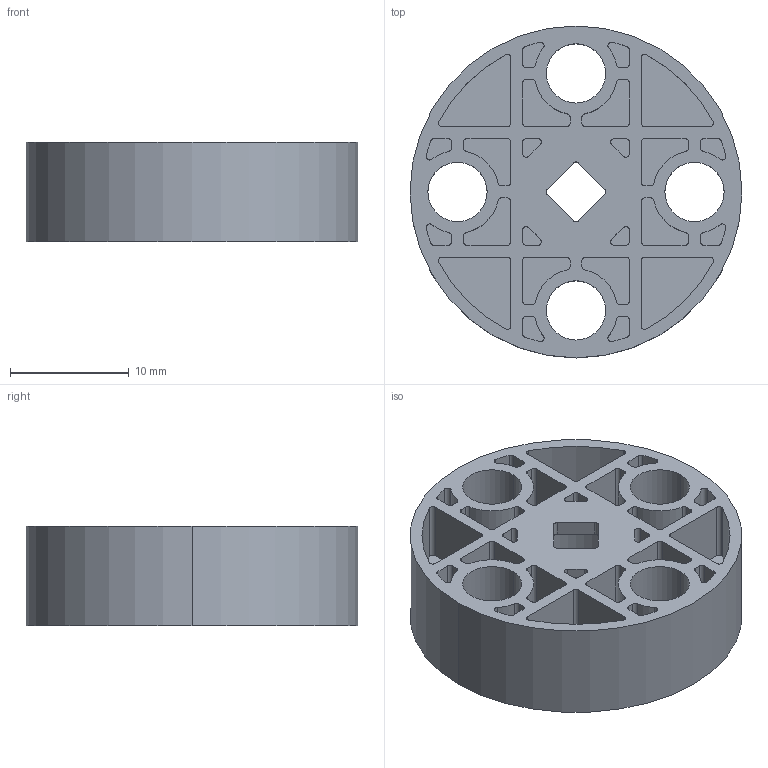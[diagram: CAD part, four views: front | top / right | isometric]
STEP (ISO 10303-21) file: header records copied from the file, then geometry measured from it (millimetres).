
FILE_DESCRIPTION (( 'STEP AP214' ), '1' );
FILE_NAME ('MOhA.STEP', '2019-05-16T15:16:23', ( '' ), ( '' ), 'SwSTEP 2.0', 'SolidWorks 2019', '' );
FILE_SCHEMA (( 'AUTOMOTIVE_DESIGN' ));
Length unit declared in the file: millimetre
Products named in the file (1): MOhA
Bounding box: 28 x 28 x 8.4 mm (x, y, z)
Volume: 2667.1 mm3; surface area: 4581.7 mm2
Topology: 1 solids, 1 shells, 371 faces, 960 edges, 640 vertices
Faces by surface type: plane 191, cylinder 180
Entity records: 11488 total; most frequent: DIRECTION 2064, CARTESIAN_POINT 1972, ORIENTED_EDGE 1920, EDGE_CURVE 960, AXIS2_PLACEMENT_3D 732, VERTEX_POINT 640, LINE 600, VECTOR 600
